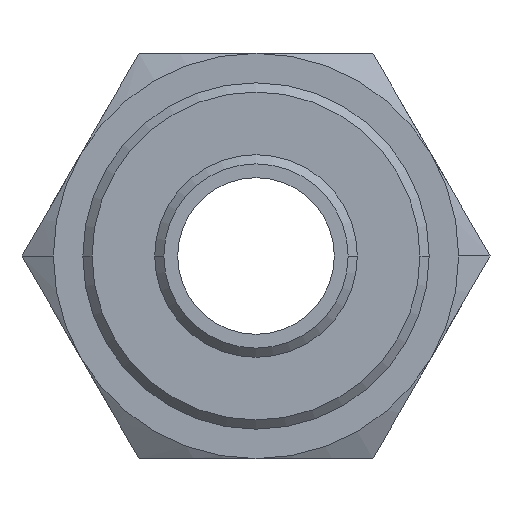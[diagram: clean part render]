
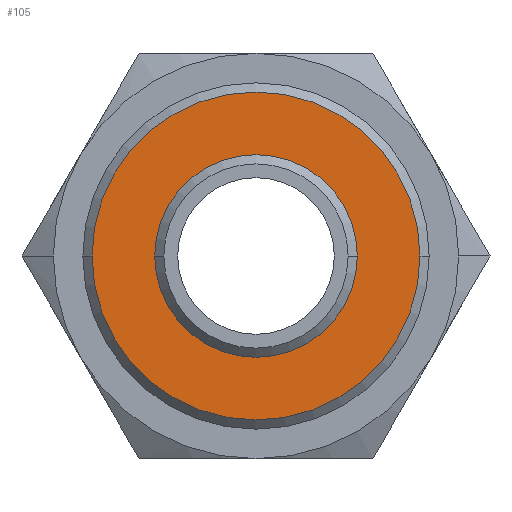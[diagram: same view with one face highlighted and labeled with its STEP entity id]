
A CAD part, front view. The second image highlights one B-rep face of the part: STEP entity #105.
In plain terms, the highlighted planar face has unit normal (0, -1, 0).
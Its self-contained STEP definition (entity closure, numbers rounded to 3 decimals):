
#105=ADVANCED_FACE('',(#233,#234),#235,.T.);
#233=FACE_OUTER_BOUND('',#386,.T.);
#234=FACE_BOUND('',#387,.T.);
#235=PLANE('',#388);
#386=EDGE_LOOP('',(#620,#621));
#387=EDGE_LOOP('',(#622,#623));
#388=AXIS2_PLACEMENT_3D('',#624,#625,#626);
#620=ORIENTED_EDGE('',*,*,#948,.F.);
#621=ORIENTED_EDGE('',*,*,#949,.F.);
#622=ORIENTED_EDGE('',*,*,#950,.T.);
#623=ORIENTED_EDGE('',*,*,#951,.T.);
#624=CARTESIAN_POINT('',(7.2,17.0,0.0));
#625=DIRECTION('',(-0.0,-1.0,-0.0));
#626=DIRECTION('',(-1.0,0.0,0.0));
#948=EDGE_CURVE('',#1141,#1142,#1143,.T.);
#949=EDGE_CURVE('',#1142,#1141,#1144,.T.);
#950=EDGE_CURVE('',#1145,#1146,#1147,.T.);
#951=EDGE_CURVE('',#1146,#1145,#1148,.T.);
#1141=VERTEX_POINT('',#1531);
#1142=VERTEX_POINT('',#1532);
#1143=CIRCLE('',#1533,8.9);
#1144=CIRCLE('',#1534,8.9);
#1145=VERTEX_POINT('',#1535);
#1146=VERTEX_POINT('',#1536);
#1147=CIRCLE('',#1537,5.5);
#1148=CIRCLE('',#1538,5.5);
#1531=CARTESIAN_POINT('',(8.9,17.0,0.0));
#1532=CARTESIAN_POINT('',(-8.9,17.0,0.));
#1533=AXIS2_PLACEMENT_3D('',#1824,#1825,#1826);
#1534=AXIS2_PLACEMENT_3D('',#1827,#1828,#1829);
#1535=CARTESIAN_POINT('',(5.5,17.0,0.0));
#1536=CARTESIAN_POINT('',(-5.5,17.0,0.));
#1537=AXIS2_PLACEMENT_3D('',#1830,#1831,#1832);
#1538=AXIS2_PLACEMENT_3D('',#1833,#1834,#1835);
#1824=CARTESIAN_POINT('',(0.0,17.0,0.0));
#1825=DIRECTION('',(-0.0,1.0,0.0));
#1826=DIRECTION('',(1.0,0.0,0.0));
#1827=CARTESIAN_POINT('',(0.0,17.0,0.0));
#1828=DIRECTION('',(-0.0,1.0,0.0));
#1829=DIRECTION('',(1.0,0.0,0.0));
#1830=CARTESIAN_POINT('',(0.0,17.0,0.0));
#1831=DIRECTION('',(-0.0,1.0,0.0));
#1832=DIRECTION('',(1.0,0.0,0.0));
#1833=CARTESIAN_POINT('',(0.0,17.0,0.0));
#1834=DIRECTION('',(-0.0,1.0,0.0));
#1835=DIRECTION('',(1.0,0.0,0.0));
